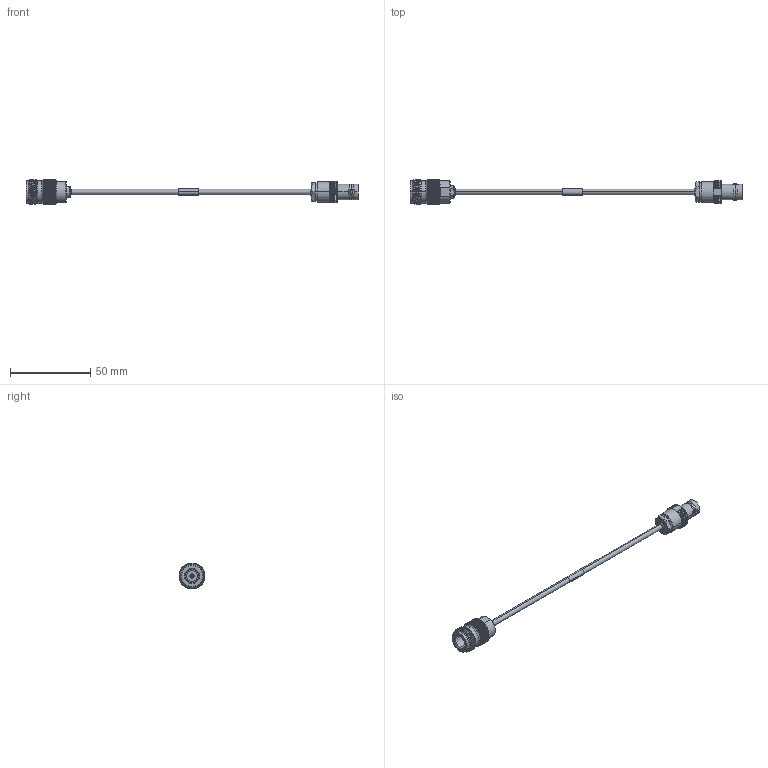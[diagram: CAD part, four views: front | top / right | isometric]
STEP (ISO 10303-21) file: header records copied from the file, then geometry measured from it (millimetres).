
FILE_DESCRIPTION (( 'STEP AP214' ), '1' );
FILE_NAME ('LCCA30441.step', '2020-05-02T08:35:38', ( '' ), ( '' ), 'SwSTEP 2.0', 'SolidWorks 2018', '' );
FILE_SCHEMA (( 'AUTOMOTIVE_DESIGN' ));
Length unit declared in the file: inch
Products named in the file (7): 1AW01-003_.152 ID; solder plug right^LCCA30441; LCCN3040; LC141TB (141 FORMABLE); solder plug left^LCCA30441; LCCA30441; LCCN3055
Assembly tree (6 placements, depth 2):
  LCCA30441
    LC141TB (141 FORMABLE)
    LCCN3055
    solder plug left^LCCA30441
    1AW01-003_.152 ID
    LCCN3040
    solder plug right^LCCA30441
Bounding box: 206.25 x 16 x 16 mm (x, y, z)
Volume: 7857.3 mm3; surface area: 6143.2 mm2
Topology: 7 solids, 7 shells, 2732 faces, 5842 edges, 3137 vertices
Faces by surface type: bspline 1803, cylinder 568, plane 199, cone 154, sphere 4, torus 4
Entity records: 101378 total; most frequent: CARTESIAN_POINT 62506, ORIENTED_EDGE 11684, EDGE_CURVE 5842, DIRECTION 3347, VERTEX_POINT 3137, EDGE_LOOP 2751, FACE_OUTER_BOUND 2732, ADVANCED_FACE 2732
